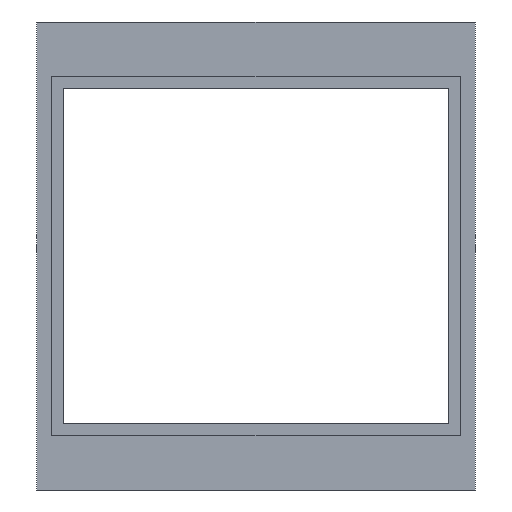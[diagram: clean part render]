
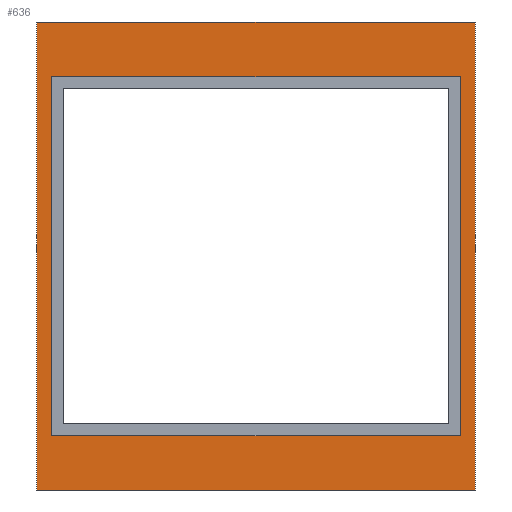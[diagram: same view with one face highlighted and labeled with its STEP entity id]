
A CAD part, front view. The second image highlights one B-rep face of the part: STEP entity #636.
In plain terms, the highlighted planar face has unit normal (0, -1, 0).
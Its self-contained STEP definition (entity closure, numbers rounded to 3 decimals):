
#622=AXIS2_PLACEMENT_3D('Plane Axis2P3D',#619,#620,#621) ;
#255=CARTESIAN_POINT('Vertex',(58.,138.,-81.3)) ;
#258=CARTESIAN_POINT('Line Origine',(0.,138.,-81.3)) ;
#262=CARTESIAN_POINT('Vertex',(-58.,138.,-81.3)) ;
#304=CARTESIAN_POINT('Vertex',(-58.,138.,42.5)) ;
#307=CARTESIAN_POINT('Line Origine',(0.,138.,42.5)) ;
#311=CARTESIAN_POINT('Vertex',(58.,138.,42.5)) ;
#399=CARTESIAN_POINT('Line Origine',(-58.,138.,-19.4)) ;
#423=CARTESIAN_POINT('Line Origine',(58.,138.,-19.4)) ;
#504=CARTESIAN_POINT('Vertex',(-54.,138.,-67.)) ;
#507=CARTESIAN_POINT('Line Origine',(0.,138.,-67.)) ;
#511=CARTESIAN_POINT('Vertex',(54.,138.,-67.)) ;
#542=CARTESIAN_POINT('Vertex',(54.,138.,28.)) ;
#545=CARTESIAN_POINT('Line Origine',(0.,138.,28.)) ;
#549=CARTESIAN_POINT('Vertex',(-54.,138.,28.)) ;
#576=CARTESIAN_POINT('Line Origine',(-54.,138.,-19.5)) ;
#600=CARTESIAN_POINT('Line Origine',(54.,138.,-19.5)) ;
#619=CARTESIAN_POINT('Axis2P3D Location',(0.,138.,42.5)) ;
#259=DIRECTION('Vector Direction',(1.,0.,0.)) ;
#308=DIRECTION('Vector Direction',(1.,0.,0.)) ;
#400=DIRECTION('Vector Direction',(0.,0.,1.)) ;
#424=DIRECTION('Vector Direction',(0.,0.,-1.)) ;
#508=DIRECTION('Vector Direction',(1.,0.,0.)) ;
#546=DIRECTION('Vector Direction',(1.,0.,0.)) ;
#577=DIRECTION('Vector Direction',(0.,0.,-1.)) ;
#601=DIRECTION('Vector Direction',(0.,0.,-1.)) ;
#620=DIRECTION('Axis2P3D Direction',(0.,-1.,0.)) ;
#621=DIRECTION('Axis2P3D XDirection',(0.,0.,-1.)) ;
#260=VECTOR('Line Direction',#259,1.) ;
#309=VECTOR('Line Direction',#308,1.) ;
#401=VECTOR('Line Direction',#400,1.) ;
#425=VECTOR('Line Direction',#424,1.) ;
#509=VECTOR('Line Direction',#508,1.) ;
#547=VECTOR('Line Direction',#546,1.) ;
#578=VECTOR('Line Direction',#577,1.) ;
#602=VECTOR('Line Direction',#601,1.) ;
#625=ORIENTED_EDGE('',*,*,#264,.T.) ;
#626=ORIENTED_EDGE('',*,*,#427,.F.) ;
#627=ORIENTED_EDGE('',*,*,#313,.F.) ;
#628=ORIENTED_EDGE('',*,*,#403,.T.) ;
#631=ORIENTED_EDGE('',*,*,#604,.T.) ;
#632=ORIENTED_EDGE('',*,*,#513,.F.) ;
#633=ORIENTED_EDGE('',*,*,#580,.F.) ;
#634=ORIENTED_EDGE('',*,*,#551,.T.) ;
#635=FACE_BOUND('',#630,.T.) ;
#636=ADVANCED_FACE('Mostrina',(#629,#635),#623,.T.) ;
#264=EDGE_CURVE('',#263,#256,#261,.T.) ;
#313=EDGE_CURVE('',#305,#312,#310,.T.) ;
#403=EDGE_CURVE('',#305,#263,#402,.F.) ;
#427=EDGE_CURVE('',#312,#256,#426,.T.) ;
#513=EDGE_CURVE('',#505,#512,#510,.T.) ;
#551=EDGE_CURVE('',#550,#543,#548,.T.) ;
#580=EDGE_CURVE('',#550,#505,#579,.T.) ;
#604=EDGE_CURVE('',#543,#512,#603,.T.) ;
#624=EDGE_LOOP('',(#625,#626,#627,#628)) ;
#630=EDGE_LOOP('',(#631,#632,#633,#634)) ;
#629=FACE_OUTER_BOUND('',#624,.T.) ;
#261=LINE('Line',#258,#260) ;
#310=LINE('Line',#307,#309) ;
#402=LINE('Line',#399,#401) ;
#426=LINE('Line',#423,#425) ;
#510=LINE('Line',#507,#509) ;
#548=LINE('Line',#545,#547) ;
#579=LINE('Line',#576,#578) ;
#603=LINE('Line',#600,#602) ;
#623=PLANE('',#622) ;
#256=VERTEX_POINT('',#255) ;
#263=VERTEX_POINT('',#262) ;
#305=VERTEX_POINT('',#304) ;
#312=VERTEX_POINT('',#311) ;
#505=VERTEX_POINT('',#504) ;
#512=VERTEX_POINT('',#511) ;
#543=VERTEX_POINT('',#542) ;
#550=VERTEX_POINT('',#549) ;
